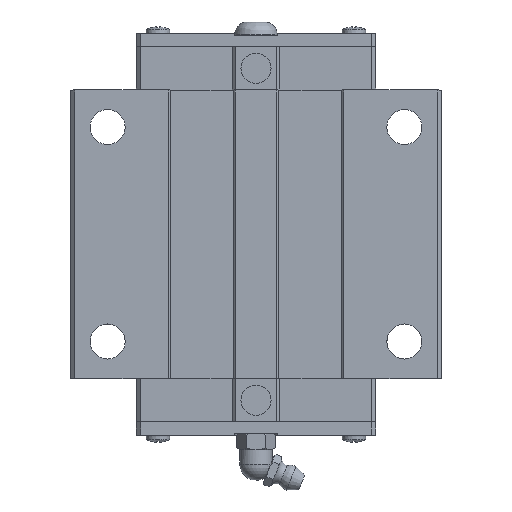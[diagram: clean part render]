
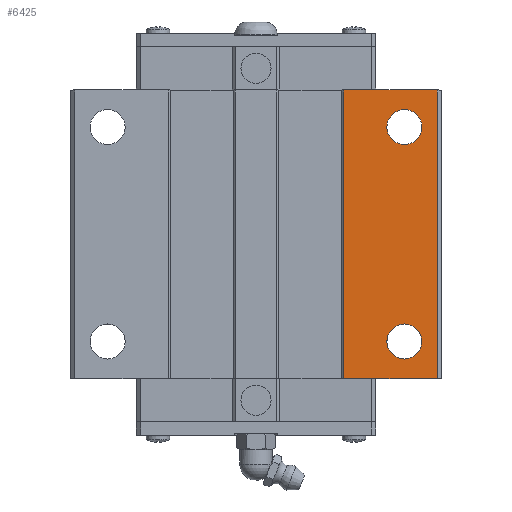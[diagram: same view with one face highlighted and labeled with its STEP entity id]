
A CAD part, top view. The second image highlights one B-rep face of the part: STEP entity #6425.
In plain terms, the highlighted planar face has unit normal (0, 0, 1).
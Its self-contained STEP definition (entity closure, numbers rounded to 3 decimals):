
#323=FACE_BOUND('',#1247,.T.);
#324=FACE_BOUND('',#1248,.T.);
#560=PLANE('',#6975);
#895=FACE_OUTER_BOUND('',#1246,.T.);
#1246=EDGE_LOOP('',(#5897,#5898,#5899,#5900));
#1247=EDGE_LOOP('',(#5901));
#1248=EDGE_LOOP('',(#5902));
#1797=LINE('',#10679,#2411);
#1841=LINE('',#10765,#2455);
#1854=LINE('',#10788,#2468);
#1857=LINE('',#10794,#2471);
#2411=VECTOR('',#8482,1.);
#2455=VECTOR('',#8538,1.);
#2468=VECTOR('',#8563,1.);
#2471=VECTOR('',#8572,1.);
#2543=CIRCLE('',#6532,4.25);
#2546=CIRCLE('',#6536,4.25);
#2730=VERTEX_POINT('',#8813);
#2733=VERTEX_POINT('',#8821);
#3243=VERTEX_POINT('',#10676);
#3244=VERTEX_POINT('',#10678);
#3279=VERTEX_POINT('',#10762);
#3280=VERTEX_POINT('',#10764);
#3345=EDGE_CURVE('',#2730,#2730,#2543,.T.);
#3349=EDGE_CURVE('',#2733,#2733,#2546,.T.);
#4114=EDGE_CURVE('',#3244,#3243,#1797,.T.);
#4158=EDGE_CURVE('',#3280,#3279,#1841,.T.);
#4171=EDGE_CURVE('',#3279,#3244,#1854,.T.);
#4174=EDGE_CURVE('',#3280,#3243,#1857,.T.);
#5897=ORIENTED_EDGE('',*,*,#4171,.T.);
#5898=ORIENTED_EDGE('',*,*,#4114,.T.);
#5899=ORIENTED_EDGE('',*,*,#4174,.F.);
#5900=ORIENTED_EDGE('',*,*,#4158,.T.);
#5901=ORIENTED_EDGE('',*,*,#3349,.T.);
#5902=ORIENTED_EDGE('',*,*,#3345,.T.);
#6425=ADVANCED_FACE('',(#895,#323,#324),#560,.T.);
#6532=AXIS2_PLACEMENT_3D('',#8814,#7122,#7123);
#6536=AXIS2_PLACEMENT_3D('',#8822,#7131,#7132);
#6975=AXIS2_PLACEMENT_3D('',#10793,#8570,#8571);
#7122=DIRECTION('center_axis',(0.,0.,-1.));
#7123=DIRECTION('ref_axis',(1.,0.,0.));
#7131=DIRECTION('center_axis',(0.,0.,-1.));
#7132=DIRECTION('ref_axis',(1.,0.,0.));
#8482=DIRECTION('',(1.,0.,0.));
#8538=DIRECTION('',(-1.,0.,0.));
#8563=DIRECTION('',(0.,-1.,0.));
#8570=DIRECTION('center_axis',(0.,0.,1.));
#8571=DIRECTION('ref_axis',(-1.,0.,0.));
#8572=DIRECTION('',(0.,-1.,0.));
#8813=CARTESIAN_POINT('',(31.75,22.701,42.));
#8814=CARTESIAN_POINT('Origin',(36.,22.701,42.));
#8821=CARTESIAN_POINT('',(31.75,74.701,42.));
#8822=CARTESIAN_POINT('Origin',(36.,74.701,42.));
#10676=CARTESIAN_POINT('',(44.,13.701,42.));
#10678=CARTESIAN_POINT('',(21.25,13.701,42.));
#10679=CARTESIAN_POINT('',(44.,13.701,42.));
#10762=CARTESIAN_POINT('',(21.25,83.701,42.));
#10764=CARTESIAN_POINT('',(44.,83.701,42.));
#10765=CARTESIAN_POINT('',(44.,83.701,42.));
#10788=CARTESIAN_POINT('',(21.25,101.201,42.));
#10793=CARTESIAN_POINT('Origin',(0.,83.701,42.));
#10794=CARTESIAN_POINT('',(44.,83.701,42.));
